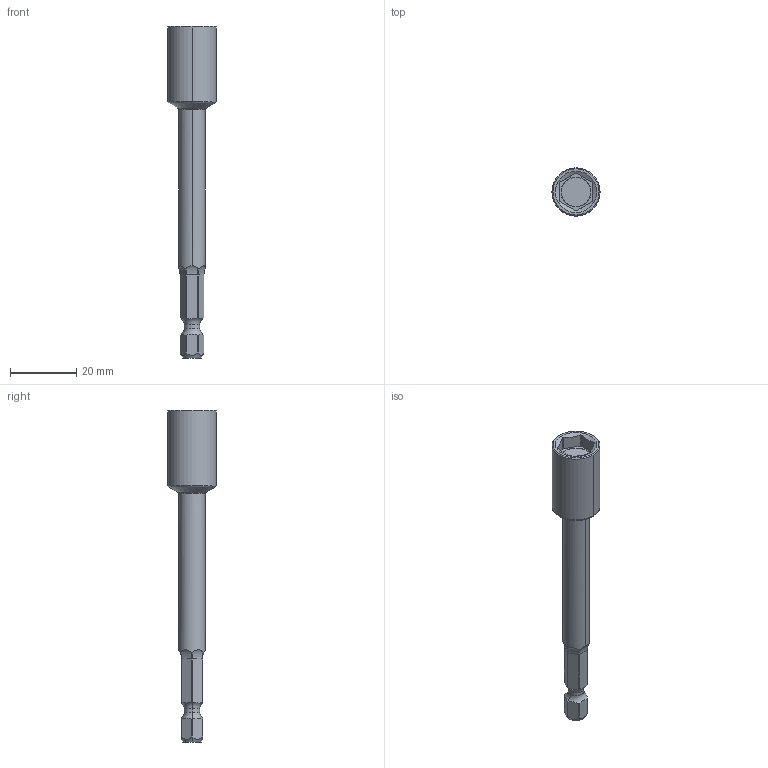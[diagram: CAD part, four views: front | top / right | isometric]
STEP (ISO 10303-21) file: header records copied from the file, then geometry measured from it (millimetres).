
FILE_DESCRIPTION((''),'2;1');
FILE_NAME('4027100910','2024-01-02T11:23:50',('a00565553'),(''),'CREO PARAMETRIC BY PTC INC, 2022414','CREO PARAMETRIC BY PTC INC, 2022414','');
FILE_SCHEMA(('CONFIG_CONTROL_DESIGN','GEOMETRIC_VALIDATION_PROPERTIES_MIM'));
Length unit declared in the file: millimetre
Products named in the file (1): 4027100910
Bounding box: 14.5 x 14.5 x 100 mm (x, y, z)
Volume: 6221.6 mm3; surface area: 4354.9 mm2
Topology: 3 solids, 3 shells, 89 faces, 214 edges, 131 vertices
Faces by surface type: cylinder 34, plane 25, torus 14, cone 10, bspline 6
Entity records: 5059 total; most frequent: CARTESIAN_POINT 2951, ORIENTED_EDGE 424, DIRECTION 406, EDGE_CURVE 212, AXIS2_PLACEMENT_3D 169, VERTEX_POINT 131, EDGE_LOOP 91, FACE_OUTER_BOUND 89
